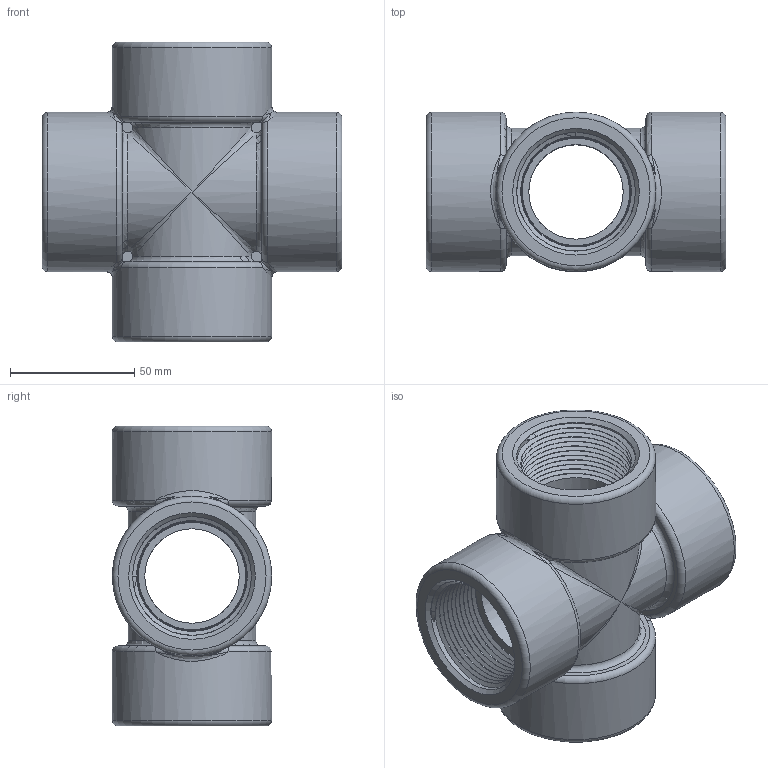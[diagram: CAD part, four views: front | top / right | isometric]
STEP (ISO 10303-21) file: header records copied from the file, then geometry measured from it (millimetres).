
FILE_DESCRIPTION(/* description */ ('1 1/2" POLY PIPE CROSS'),/* implementation_level */ '2;1');
FILE_NAME(/* name */ 'CR150.stp',/* time_stamp */ '2013-11-01T14:51:36-04:00',/* author */ ('DTruax'),/* organization */ (''),/* preprocessor_version */ 'ST-DEVELOPER v15.2',/* originating_system */ 'Autodesk Inventor 2014',/* authorisation */ '');
FILE_SCHEMA (('AUTOMOTIVE_DESIGN { 1 0 10303 214 3 1 1 }'));
Length unit declared in the file: inch
Products named in the file (1): CR150
Bounding box: 120.9 x 64.26 x 120.9 mm (x, y, z)
Volume: 269113.6 mm3; surface area: 77798.9 mm2
Topology: 1 solids, 1 shells, 582 faces, 1613 edges, 1050 vertices
Faces by surface type: bspline 240, plane 183, cylinder 83, cone 56, torus 20
Full cylindrical faces by diameter (mm): 38.1 x4, 64.262 x4
Entity records: 31766 total; most frequent: CARTESIAN_POINT 19633, ORIENTED_EDGE 2934, DIRECTION 1837, EDGE_CURVE 1467, VERTEX_POINT 970, AXIS2_PLACEMENT_3D 670, B_SPLINE_CURVE_WITH_KNOTS 603, EDGE_LOOP 591
